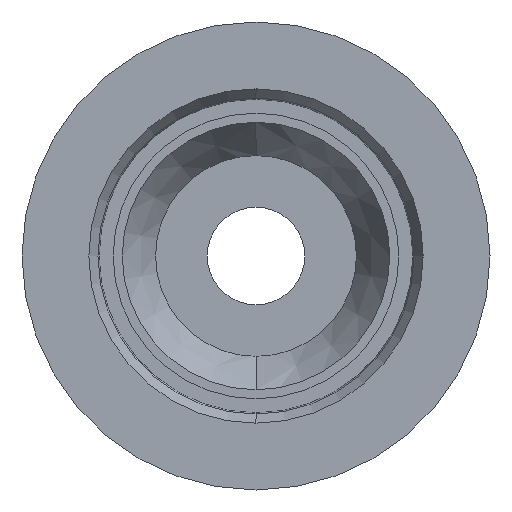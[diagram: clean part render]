
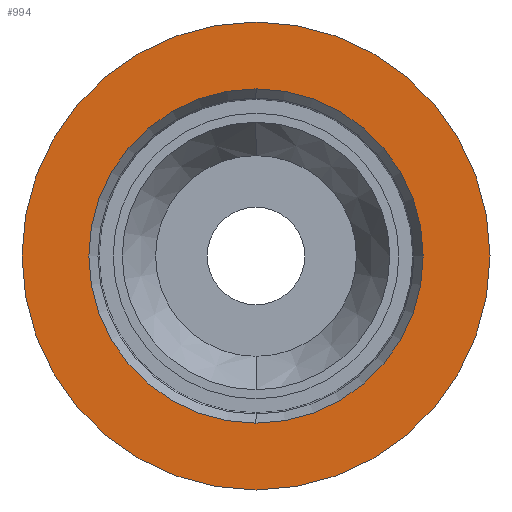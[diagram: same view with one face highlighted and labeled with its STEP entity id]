
A CAD part, left-side view. The second image highlights one B-rep face of the part: STEP entity #994.
In plain terms, the highlighted planar face has unit normal (-1, 0, 0).
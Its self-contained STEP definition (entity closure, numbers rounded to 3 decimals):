
#98 = DIRECTION ( 'NONE',  ( -1., 0., 0. ) ) ;
#119 = DIRECTION ( 'NONE',  ( 0., 0., -1. ) ) ;
#172 = CARTESIAN_POINT ( 'NONE',  ( 0., 0., 0. ) ) ;
#210 = CARTESIAN_POINT ( 'NONE',  ( 0., 27.5, 0. ) ) ;
#215 = DIRECTION ( 'NONE',  ( 0., 0., -1. ) ) ;
#271 = VERTEX_POINT ( 'NONE', #1174 ) ;
#286 = DIRECTION ( 'NONE',  ( 0., 0., -1. ) ) ;
#351 = AXIS2_PLACEMENT_3D ( 'NONE', #679, #392, #532 ) ;
#354 = EDGE_CURVE ( 'NONE', #271, #1045, #1491, .T. ) ;
#392 = DIRECTION ( 'NONE',  ( 1., 0., 0. ) ) ;
#421 = EDGE_LOOP ( 'NONE', ( #1591, #1246 ) ) ;
#485 = EDGE_CURVE ( 'NONE', #1045, #271, #1344, .T. ) ;
#532 = DIRECTION ( 'NONE',  ( 0., 0., -1. ) ) ;
#577 = FACE_BOUND ( 'NONE', #690, .T. ) ;
#610 = ORIENTED_EDGE ( 'NONE', *, *, #1290, .T. ) ;
#627 = VERTEX_POINT ( 'NONE', #808 ) ;
#634 = CIRCLE ( 'NONE', #1409, 27.5 ) ;
#679 = CARTESIAN_POINT ( 'NONE',  ( 0., 0., 0. ) ) ;
#690 = EDGE_LOOP ( 'NONE', ( #1332, #610 ) ) ;
#715 = FACE_OUTER_BOUND ( 'NONE', #421, .T. ) ;
#755 = CIRCLE ( 'NONE', #1324, 27.5 ) ;
#795 = AXIS2_PLACEMENT_3D ( 'NONE', #172, #1339, #215 ) ;
#808 = CARTESIAN_POINT ( 'NONE',  ( 0., 0., 27.5 ) ) ;
#814 = VERTEX_POINT ( 'NONE', #1381 ) ;
#994 = ADVANCED_FACE ( 'NONE', ( #577, #715 ), #1068, .T. ) ;
#1045 = VERTEX_POINT ( 'NONE', #1266 ) ;
#1053 = EDGE_CURVE ( 'NONE', #627, #814, #755, .T. ) ;
#1068 = PLANE ( 'NONE',  #1075 ) ;
#1075 = AXIS2_PLACEMENT_3D ( 'NONE', #210, #98, #1091 ) ;
#1091 = DIRECTION ( 'NONE',  ( 0., 0., 1. ) ) ;
#1174 = CARTESIAN_POINT ( 'NONE',  ( 0., 0., 38.5 ) ) ;
#1246 = ORIENTED_EDGE ( 'NONE', *, *, #354, .F. ) ;
#1266 = CARTESIAN_POINT ( 'NONE',  ( 0., 0., -38.5 ) ) ;
#1281 = DIRECTION ( 'NONE',  ( 1., 0., 0. ) ) ;
#1290 = EDGE_CURVE ( 'NONE', #814, #627, #634, .T. ) ;
#1324 = AXIS2_PLACEMENT_3D ( 'NONE', #1501, #1281, #119 ) ;
#1332 = ORIENTED_EDGE ( 'NONE', *, *, #1053, .T. ) ;
#1339 = DIRECTION ( 'NONE',  ( 1., 0., 0. ) ) ;
#1344 = CIRCLE ( 'NONE', #351, 38.5 ) ;
#1381 = CARTESIAN_POINT ( 'NONE',  ( 0., 0., -27.5 ) ) ;
#1409 = AXIS2_PLACEMENT_3D ( 'NONE', #1520, #1552, #286 ) ;
#1491 = CIRCLE ( 'NONE', #795, 38.5 ) ;
#1501 = CARTESIAN_POINT ( 'NONE',  ( 0., 0., 0. ) ) ;
#1520 = CARTESIAN_POINT ( 'NONE',  ( 0., 0., 0. ) ) ;
#1552 = DIRECTION ( 'NONE',  ( 1., 0., 0. ) ) ;
#1591 = ORIENTED_EDGE ( 'NONE', *, *, #485, .F. ) ;
